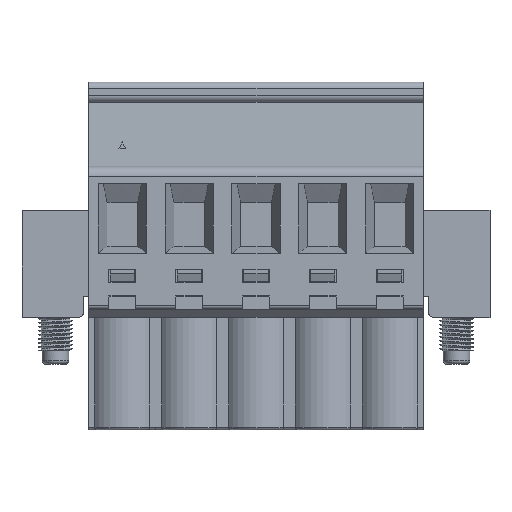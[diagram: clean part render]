
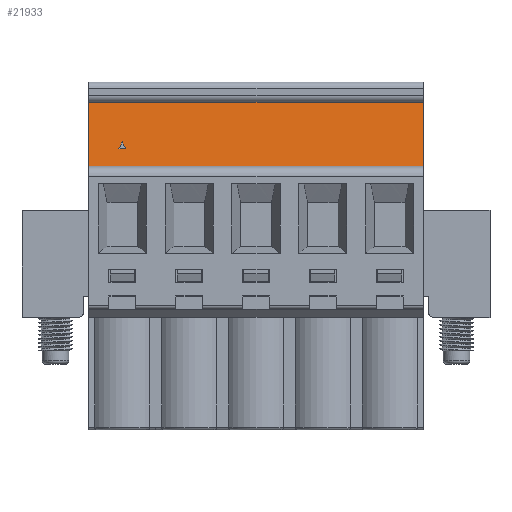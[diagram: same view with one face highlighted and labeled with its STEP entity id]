
A CAD part, top view. The second image highlights one B-rep face of the part: STEP entity #21933.
In plain terms, the highlighted planar face has unit normal (0, 0.144, 0.99).
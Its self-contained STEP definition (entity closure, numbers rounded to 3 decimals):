
#1847 = DIRECTION ( 'NONE',  ( -1., 0., 0. ) ) ;
#1907 = EDGE_CURVE ( 'NONE', #11321, #37707, #13038, .T. ) ;
#2087 = ORIENTED_EDGE ( 'NONE', *, *, #1907, .F. ) ;
#2628 = ORIENTED_EDGE ( 'NONE', *, *, #6488, .T. ) ;
#3218 = VECTOR ( 'NONE', #42091, 1000. ) ;
#5032 = DIRECTION ( 'NONE',  ( 0., -0.99, 0.144 ) ) ;
#5429 = EDGE_CURVE ( 'NONE', #33482, #38872, #28834, .T. ) ;
#5641 = LINE ( 'NONE', #22625, #25092 ) ;
#6328 = AXIS2_PLACEMENT_3D ( 'NONE', #35060, #41819, #5032 ) ;
#6488 = EDGE_CURVE ( 'NONE', #41457, #37707, #21937, .T. ) ;
#7148 = VERTEX_POINT ( 'NONE', #11199 ) ;
#9101 = CARTESIAN_POINT ( 'NONE',  ( 25., 24.5, 10.3 ) ) ;
#9759 = CARTESIAN_POINT ( 'NONE',  ( 0., 24.5, 10.3 ) ) ;
#9957 = CARTESIAN_POINT ( 'NONE',  ( 25., 21.029, 10.806 ) ) ;
#9978 = CARTESIAN_POINT ( 'NONE',  ( 2.5, 21.529, 10.733 ) ) ;
#11199 = CARTESIAN_POINT ( 'NONE',  ( 25., 19.7, 11. ) ) ;
#11321 = VERTEX_POINT ( 'NONE', #12641 ) ;
#11677 = CARTESIAN_POINT ( 'NONE',  ( 5.731, 15.066, 11.676 ) ) ;
#12641 = CARTESIAN_POINT ( 'NONE',  ( 0., 19.7, 11. ) ) ;
#13003 = ORIENTED_EDGE ( 'NONE', *, *, #27080, .F. ) ;
#13038 = LINE ( 'NONE', #9759, #34854 ) ;
#13389 = EDGE_CURVE ( 'NONE', #7148, #41457, #5641, .T. ) ;
#13468 = CARTESIAN_POINT ( 'NONE',  ( 2.75, 21.029, 10.806 ) ) ;
#13782 = VECTOR ( 'NONE', #1847, 1000. ) ;
#16160 = EDGE_LOOP ( 'NONE', ( #39642, #31804, #2628, #2087 ) ) ;
#17157 = CARTESIAN_POINT ( 'NONE',  ( 25., 19.7, 11. ) ) ;
#18416 = DIRECTION ( 'NONE',  ( -0.443, 0.887, -0.129 ) ) ;
#18575 = PLANE ( 'NONE',  #6328 ) ;
#19369 = DIRECTION ( 'NONE',  ( 0., 0.99, -0.144 ) ) ;
#20073 = VECTOR ( 'NONE', #18416, 1000. ) ;
#21606 = VERTEX_POINT ( 'NONE', #13468 ) ;
#21645 = EDGE_CURVE ( 'NONE', #7148, #11321, #37137, .T. ) ;
#21792 = VECTOR ( 'NONE', #36018, 1000. ) ;
#21933 = ADVANCED_FACE ( 'NONE', ( #24416, #41388 ), #18575, .T. ) ;
#21937 = LINE ( 'NONE', #9101, #13782 ) ;
#22625 = CARTESIAN_POINT ( 'NONE',  ( 25., 24.5, 10.3 ) ) ;
#22782 = CARTESIAN_POINT ( 'NONE',  ( 25., 24.5, 10.3 ) ) ;
#22993 = LINE ( 'NONE', #9957, #21792 ) ;
#23040 = DIRECTION ( 'NONE',  ( -1., 0., 0. ) ) ;
#23291 = CARTESIAN_POINT ( 'NONE',  ( 0., 24.5, 10.3 ) ) ;
#24416 = FACE_BOUND ( 'NONE', #41411, .T. ) ;
#25092 = VECTOR ( 'NONE', #19369, 1000. ) ;
#27080 = EDGE_CURVE ( 'NONE', #21606, #33482, #28627, .T. ) ;
#28627 = LINE ( 'NONE', #11677, #20073 ) ;
#28834 = LINE ( 'NONE', #38614, #3218 ) ;
#31391 = ORIENTED_EDGE ( 'NONE', *, *, #5429, .F. ) ;
#31555 = CARTESIAN_POINT ( 'NONE',  ( 2.25, 21.029, 10.806 ) ) ;
#31804 = ORIENTED_EDGE ( 'NONE', *, *, #13389, .T. ) ;
#33482 = VERTEX_POINT ( 'NONE', #9978 ) ;
#34126 = VECTOR ( 'NONE', #23040, 1000. ) ;
#34854 = VECTOR ( 'NONE', #35640, 1000. ) ;
#35060 = CARTESIAN_POINT ( 'NONE',  ( 25., 24.5, 10.3 ) ) ;
#35640 = DIRECTION ( 'NONE',  ( 0., 0.99, -0.144 ) ) ;
#36018 = DIRECTION ( 'NONE',  ( 1., 0., 0. ) ) ;
#37137 = LINE ( 'NONE', #17157, #34126 ) ;
#37707 = VERTEX_POINT ( 'NONE', #23291 ) ;
#38614 = CARTESIAN_POINT ( 'NONE',  ( 8.118, 32.765, 9.095 ) ) ;
#38872 = VERTEX_POINT ( 'NONE', #31555 ) ;
#39642 = ORIENTED_EDGE ( 'NONE', *, *, #21645, .F. ) ;
#41388 = FACE_OUTER_BOUND ( 'NONE', #16160, .T. ) ;
#41411 = EDGE_LOOP ( 'NONE', ( #13003, #41624, #31391 ) ) ;
#41457 = VERTEX_POINT ( 'NONE', #22782 ) ;
#41624 = ORIENTED_EDGE ( 'NONE', *, *, #42488, .F. ) ;
#41819 = DIRECTION ( 'NONE',  ( 0., 0.144, 0.99 ) ) ;
#42091 = DIRECTION ( 'NONE',  ( -0.443, -0.887, 0.129 ) ) ;
#42488 = EDGE_CURVE ( 'NONE', #38872, #21606, #22993, .T. ) ;
